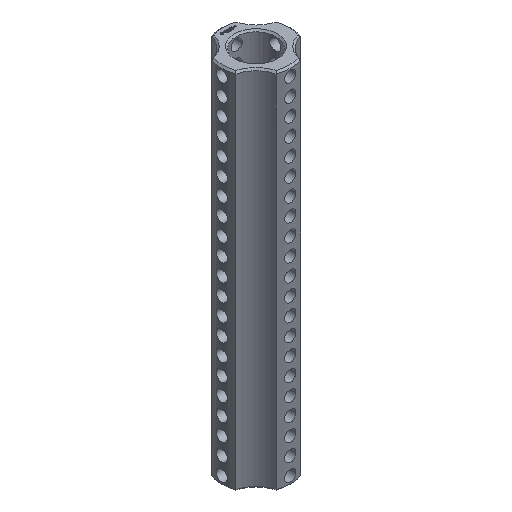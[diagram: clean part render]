
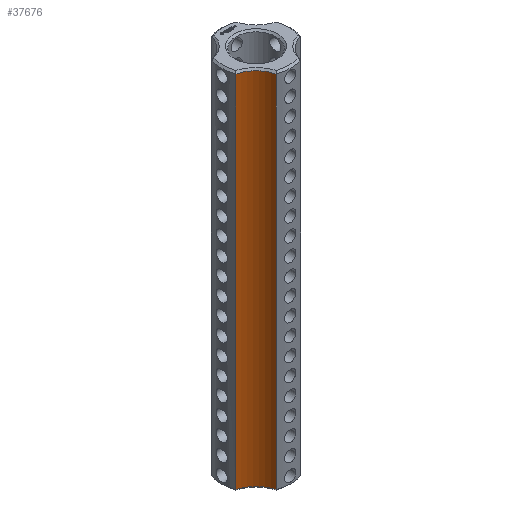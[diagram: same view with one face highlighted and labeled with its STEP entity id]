
A CAD part, isometric view. The second image highlights one B-rep face of the part: STEP entity #37676.
In plain terms, the highlighted cylindrical face has radius 5 mm (diameter 10 mm), a partial arc.
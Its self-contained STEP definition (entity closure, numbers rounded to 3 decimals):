
#4620 = CYLINDRICAL_SURFACE('',#4621,6.25);
#4621 = AXIS2_PLACEMENT_3D('',#4622,#4623,#4624);
#4622 = CARTESIAN_POINT('',(0.,0.,0.));
#4623 = DIRECTION('',(-0.,-0.,-1.));
#4624 = DIRECTION('',(1.,0.,0.));
#9933 = EDGE_CURVE('',#9934,#9936,#9938,.T.);
#9934 = VERTEX_POINT('',#9935);
#9935 = CARTESIAN_POINT('',(-2.225,-5.841,0.3));
#9936 = VERTEX_POINT('',#9937);
#9937 = CARTESIAN_POINT('',(-2.225,-5.841,65.325));
#9938 = SURFACE_CURVE('',#9939,(#9943,#9950),.PCURVE_S1.);
#9939 = LINE('',#9940,#9941);
#9940 = CARTESIAN_POINT('',(-2.225,-5.841,0.));
#9941 = VECTOR('',#9942,1.);
#9942 = DIRECTION('',(0.,0.,1.));
#9943 = PCURVE('',#4620,#9944);
#9944 = DEFINITIONAL_REPRESENTATION('',(#9945),#9949);
#9945 = LINE('',#9946,#9947);
#9946 = CARTESIAN_POINT('',(-4.348,0.));
#9947 = VECTOR('',#9948,1.);
#9948 = DIRECTION('',(-0.,-1.));
#9949 = ( GEOMETRIC_REPRESENTATION_CONTEXT(2) 
PARAMETRIC_REPRESENTATION_CONTEXT() REPRESENTATION_CONTEXT('2D SPACE',''
  ) );
#9950 = PCURVE('',#9951,#9956);
#9951 = CYLINDRICAL_SURFACE('',#9952,5.);
#9952 = AXIS2_PLACEMENT_3D('',#9953,#9954,#9955);
#9953 = CARTESIAN_POINT('',(-7.071,-7.071,0.));
#9954 = DIRECTION('',(-0.,-0.,-1.));
#9955 = DIRECTION('',(1.,0.,0.));
#9956 = DEFINITIONAL_REPRESENTATION('',(#9957),#9961);
#9957 = LINE('',#9958,#9959);
#9958 = CARTESIAN_POINT('',(-0.249,0.));
#9959 = VECTOR('',#9960,1.);
#9960 = DIRECTION('',(-0.,-1.));
#9961 = ( GEOMETRIC_REPRESENTATION_CONTEXT(2) 
PARAMETRIC_REPRESENTATION_CONTEXT() REPRESENTATION_CONTEXT('2D SPACE',''
  ) );
#13413 = CONICAL_SURFACE('',#13414,5.,0.785);
#13414 = AXIS2_PLACEMENT_3D('',#13415,#13416,#13417);
#13415 = CARTESIAN_POINT('',(-7.071,-7.071,0.3));
#13416 = DIRECTION('',(-0.,-0.,-1.));
#13417 = DIRECTION('',(0.969,0.246,0.));
#13645 = CONICAL_SURFACE('',#13646,5.,0.785);
#13646 = AXIS2_PLACEMENT_3D('',#13647,#13648,#13649);
#13647 = CARTESIAN_POINT('',(-7.071,-7.071,65.325));
#13648 = DIRECTION('',(0.,0.,1.));
#13649 = DIRECTION('',(0.969,0.246,0.));
#37676 = ADVANCED_FACE('',(#37677),#9951,.F.);
#37677 = FACE_BOUND('',#37678,.T.);
#37678 = EDGE_LOOP('',(#37679,#37680,#37704,#37732));
#37679 = ORIENTED_EDGE('',*,*,#9933,.T.);
#37680 = ORIENTED_EDGE('',*,*,#37681,.T.);
#37681 = EDGE_CURVE('',#9936,#37682,#37684,.T.);
#37682 = VERTEX_POINT('',#37683);
#37683 = CARTESIAN_POINT('',(-5.841,-2.225,65.325));
#37684 = SURFACE_CURVE('',#37685,(#37690,#37697),.PCURVE_S1.);
#37685 = CIRCLE('',#37686,5.);
#37686 = AXIS2_PLACEMENT_3D('',#37687,#37688,#37689);
#37687 = CARTESIAN_POINT('',(-7.071,-7.071,65.325));
#37688 = DIRECTION('',(0.,-0.,1.));
#37689 = DIRECTION('',(0.969,0.246,0.));
#37690 = PCURVE('',#9951,#37691);
#37691 = DEFINITIONAL_REPRESENTATION('',(#37692),#37696);
#37692 = LINE('',#37693,#37694);
#37693 = CARTESIAN_POINT('',(-0.249,-65.325));
#37694 = VECTOR('',#37695,1.);
#37695 = DIRECTION('',(-1.,0.));
#37696 = ( GEOMETRIC_REPRESENTATION_CONTEXT(2) 
PARAMETRIC_REPRESENTATION_CONTEXT() REPRESENTATION_CONTEXT('2D SPACE',''
  ) );
#37697 = PCURVE('',#13645,#37698);
#37698 = DEFINITIONAL_REPRESENTATION('',(#37699),#37703);
#37699 = LINE('',#37700,#37701);
#37700 = CARTESIAN_POINT('',(0.,0.));
#37701 = VECTOR('',#37702,1.);
#37702 = DIRECTION('',(1.,0.));
#37703 = ( GEOMETRIC_REPRESENTATION_CONTEXT(2) 
PARAMETRIC_REPRESENTATION_CONTEXT() REPRESENTATION_CONTEXT('2D SPACE',''
  ) );
#37704 = ORIENTED_EDGE('',*,*,#37705,.F.);
#37705 = EDGE_CURVE('',#37706,#37682,#37708,.T.);
#37706 = VERTEX_POINT('',#37707);
#37707 = CARTESIAN_POINT('',(-5.841,-2.225,0.3));
#37708 = SURFACE_CURVE('',#37709,(#37713,#37720),.PCURVE_S1.);
#37709 = LINE('',#37710,#37711);
#37710 = CARTESIAN_POINT('',(-5.841,-2.225,0.));
#37711 = VECTOR('',#37712,1.);
#37712 = DIRECTION('',(0.,0.,1.));
#37713 = PCURVE('',#9951,#37714);
#37714 = DEFINITIONAL_REPRESENTATION('',(#37715),#37719);
#37715 = LINE('',#37716,#37717);
#37716 = CARTESIAN_POINT('',(-1.322,0.));
#37717 = VECTOR('',#37718,1.);
#37718 = DIRECTION('',(-0.,-1.));
#37719 = ( GEOMETRIC_REPRESENTATION_CONTEXT(2) 
PARAMETRIC_REPRESENTATION_CONTEXT() REPRESENTATION_CONTEXT('2D SPACE',''
  ) );
#37720 = PCURVE('',#37721,#37726);
#37721 = CYLINDRICAL_SURFACE('',#37722,6.25);
#37722 = AXIS2_PLACEMENT_3D('',#37723,#37724,#37725);
#37723 = CARTESIAN_POINT('',(0.,0.,0.));
#37724 = DIRECTION('',(-0.,-0.,-1.));
#37725 = DIRECTION('',(1.,0.,0.));
#37726 = DEFINITIONAL_REPRESENTATION('',(#37727),#37731);
#37727 = LINE('',#37728,#37729);
#37728 = CARTESIAN_POINT('',(-3.506,0.));
#37729 = VECTOR('',#37730,1.);
#37730 = DIRECTION('',(-0.,-1.));
#37731 = ( GEOMETRIC_REPRESENTATION_CONTEXT(2) 
PARAMETRIC_REPRESENTATION_CONTEXT() REPRESENTATION_CONTEXT('2D SPACE',''
  ) );
#37732 = ORIENTED_EDGE('',*,*,#37733,.F.);
#37733 = EDGE_CURVE('',#9934,#37706,#37734,.T.);
#37734 = SURFACE_CURVE('',#37735,(#37740,#37747),.PCURVE_S1.);
#37735 = CIRCLE('',#37736,5.);
#37736 = AXIS2_PLACEMENT_3D('',#37737,#37738,#37739);
#37737 = CARTESIAN_POINT('',(-7.071,-7.071,0.3));
#37738 = DIRECTION('',(0.,-0.,1.));
#37739 = DIRECTION('',(0.969,0.246,0.));
#37740 = PCURVE('',#9951,#37741);
#37741 = DEFINITIONAL_REPRESENTATION('',(#37742),#37746);
#37742 = LINE('',#37743,#37744);
#37743 = CARTESIAN_POINT('',(-0.249,-0.3));
#37744 = VECTOR('',#37745,1.);
#37745 = DIRECTION('',(-1.,0.));
#37746 = ( GEOMETRIC_REPRESENTATION_CONTEXT(2) 
PARAMETRIC_REPRESENTATION_CONTEXT() REPRESENTATION_CONTEXT('2D SPACE',''
  ) );
#37747 = PCURVE('',#13413,#37748);
#37748 = DEFINITIONAL_REPRESENTATION('',(#37749),#37753);
#37749 = LINE('',#37750,#37751);
#37750 = CARTESIAN_POINT('',(-0.,0.));
#37751 = VECTOR('',#37752,1.);
#37752 = DIRECTION('',(-1.,0.));
#37753 = ( GEOMETRIC_REPRESENTATION_CONTEXT(2) 
PARAMETRIC_REPRESENTATION_CONTEXT() REPRESENTATION_CONTEXT('2D SPACE',''
  ) );
